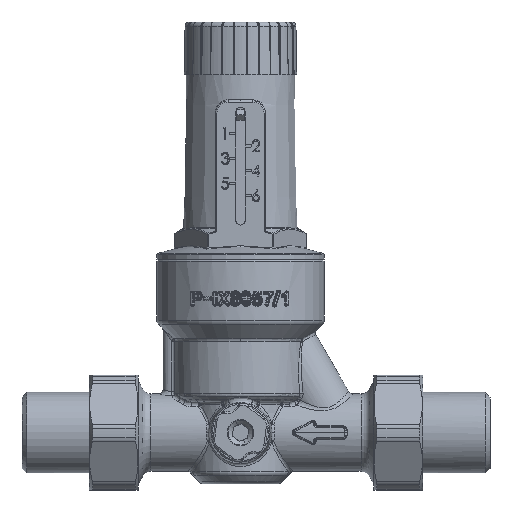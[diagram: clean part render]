
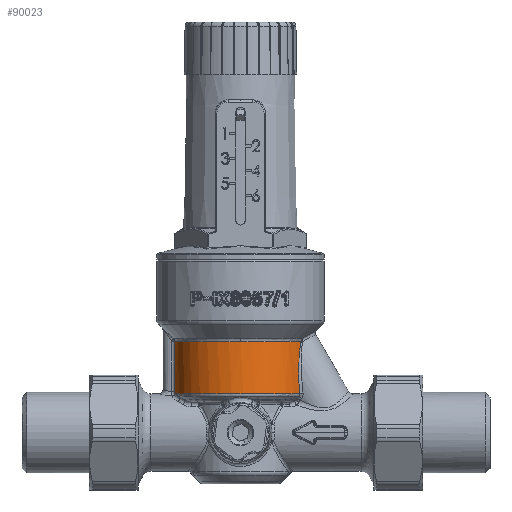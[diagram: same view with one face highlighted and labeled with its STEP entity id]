
A CAD part, front view. The second image highlights one B-rep face of the part: STEP entity #90023.
In plain terms, the highlighted cylindrical face has radius 21.5 mm (diameter 43 mm), a partial arc.
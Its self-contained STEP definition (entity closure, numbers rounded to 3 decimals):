
#89936=CARTESIAN_POINT('',(0.,0.,55.));
#89937=DIRECTION('',(0.,0.,1.));
#89938=DIRECTION('',(-1.,0.,0.));
#89939=AXIS2_PLACEMENT_3D('',#89936,#89937,#89938);
#89940=CYLINDRICAL_SURFACE('',#89939,21.5);
#89941=CARTESIAN_POINT('',(-21.001,-4.607,12.618));
#89942=VERTEX_POINT('',#89941);
#89943=CARTESIAN_POINT('',(19.016,-10.032,12.618));
#89944=VERTEX_POINT('',#89943);
#89945=CARTESIAN_POINT('',(0.,0.,12.618));
#89946=DIRECTION('',(0.,0.,1.));
#89947=DIRECTION('',(0.,1.,-0.));
#89948=AXIS2_PLACEMENT_3D('',#89945,#89946,#89947);
#89949=CIRCLE('',#89948,21.5);
#89950=EDGE_CURVE('',#89942,#89944,#89949,.T.);
#89951=ORIENTED_EDGE('',*,*,#89950,.T.);
#89952=CARTESIAN_POINT('',(19.476,-9.108,29.382));
#89953=VERTEX_POINT('',#89952);
#89954=CARTESIAN_POINT('',(19.016,-10.032,12.618));
#89955=CARTESIAN_POINT('',(18.919,-10.217,14.022));
#89956=CARTESIAN_POINT('',(18.844,-10.352,15.43));
#89957=CARTESIAN_POINT('',(18.8,-10.432,16.84));
#89958=CARTESIAN_POINT('',(18.755,-10.512,18.25));
#89959=CARTESIAN_POINT('',(18.74,-10.538,19.664));
#89960=CARTESIAN_POINT('',(18.765,-10.493,21.082));
#89961=CARTESIAN_POINT('',(18.778,-10.471,21.79));
#89962=CARTESIAN_POINT('',(18.801,-10.43,22.502));
#89963=CARTESIAN_POINT('',(18.835,-10.368,23.209));
#89964=CARTESIAN_POINT('',(18.869,-10.306,23.915));
#89965=CARTESIAN_POINT('',(18.914,-10.223,24.615));
#89966=CARTESIAN_POINT('',(18.972,-10.115,25.309));
#89967=CARTESIAN_POINT('',(19.03,-10.006,26.003));
#89968=CARTESIAN_POINT('',(19.1,-9.873,26.69));
#89969=CARTESIAN_POINT('',(19.184,-9.708,27.37));
#89970=CARTESIAN_POINT('',(19.267,-9.542,28.049));
#89971=CARTESIAN_POINT('',(19.364,-9.346,28.721));
#89972=CARTESIAN_POINT('',(19.476,-9.108,29.382));
#89973=B_SPLINE_CURVE_WITH_KNOTS('',3,(#89954,#89955,#89956,#89957,#89958,#89959,#89960,#89961,#89962,#89963,#89964,#89965,#89966,#89967,#89968,#89969,#89970,#89971,#89972),.UNSPECIFIED.,.F.,.F.,(4,3,3,3,3,3,4),(-0.,0.004,0.008,0.011,0.013,0.015,0.017),.UNSPECIFIED.);
#89974=EDGE_CURVE('',#89944,#89953,#89973,.T.);
#89975=ORIENTED_EDGE('',*,*,#89974,.T.);
#89976=CARTESIAN_POINT('',(0.,-21.5,29.382));
#89977=VERTEX_POINT('',#89976);
#89978=CARTESIAN_POINT('',(0.,0.,29.382));
#89979=DIRECTION('',(-0.,-0.,-1.));
#89980=DIRECTION('',(0.,-1.,0.));
#89981=AXIS2_PLACEMENT_3D('',#89978,#89979,#89980);
#89982=CIRCLE('',#89981,21.5);
#89983=EDGE_CURVE('',#89953,#89977,#89982,.T.);
#89984=ORIENTED_EDGE('',*,*,#89983,.T.);
#89985=CARTESIAN_POINT('',(-21.157,-3.826,29.382));
#89986=VERTEX_POINT('',#89985);
#89987=CARTESIAN_POINT('',(0.,0.,29.382));
#89988=DIRECTION('',(-0.,-0.,-1.));
#89989=DIRECTION('',(0.,-1.,0.));
#89990=AXIS2_PLACEMENT_3D('',#89987,#89988,#89989);
#89991=CIRCLE('',#89990,21.5);
#89992=EDGE_CURVE('',#89977,#89986,#89991,.T.);
#89993=ORIENTED_EDGE('',*,*,#89992,.T.);
#89994=CARTESIAN_POINT('',(-21.157,-3.826,13.252));
#89995=VERTEX_POINT('',#89994);
#89996=CARTESIAN_POINT('',(-21.157,-3.826,29.382));
#89997=DIRECTION('',(-0.,-0.,-1.));
#89998=VECTOR('',#89997,16.13);
#89999=LINE('',#89996,#89998);
#90000=EDGE_CURVE('',#89986,#89995,#89999,.T.);
#90001=ORIENTED_EDGE('',*,*,#90000,.T.);
#90002=CARTESIAN_POINT('',(-21.097,-4.142,12.794));
#90003=VERTEX_POINT('',#90002);
#90004=CARTESIAN_POINT('',(-21.157,-3.826,13.252));
#90005=CARTESIAN_POINT('',(-21.157,-3.826,13.15));
#90006=CARTESIAN_POINT('',(-21.151,-3.858,13.05));
#90007=CARTESIAN_POINT('',(-21.141,-3.915,12.968));
#90008=CARTESIAN_POINT('',(-21.13,-3.971,12.887));
#90009=CARTESIAN_POINT('',(-21.115,-4.051,12.826));
#90010=CARTESIAN_POINT('',(-21.097,-4.142,12.794));
#90011=B_SPLINE_CURVE_WITH_KNOTS('',3,(#90004,#90005,#90006,#90007,#90008,#90009,#90010),.UNSPECIFIED.,.F.,.F.,(4,3,4),(0.,0.,0.001),.UNSPECIFIED.);
#90012=EDGE_CURVE('',#89995,#90003,#90011,.T.);
#90013=ORIENTED_EDGE('',*,*,#90012,.T.);
#90014=CARTESIAN_POINT('',(-21.097,-4.142,12.794));
#90015=CARTESIAN_POINT('',(-21.067,-4.298,12.738));
#90016=CARTESIAN_POINT('',(-21.034,-4.453,12.68));
#90017=CARTESIAN_POINT('',(-21.001,-4.607,12.618));
#90018=B_SPLINE_CURVE_WITH_KNOTS('',3,(#90014,#90015,#90016,#90017),.UNSPECIFIED.,.F.,.F.,(4,4),(0.045,0.045),.UNSPECIFIED.);
#90019=EDGE_CURVE('',#90003,#89942,#90018,.T.);
#90020=ORIENTED_EDGE('',*,*,#90019,.T.);
#90021=EDGE_LOOP('',(#89951,#89975,#89984,#89993,#90001,#90013,#90020));
#90022=FACE_BOUND('',#90021,.T.);
#90023=ADVANCED_FACE('NONE',(#90022),#89940,.T.);
